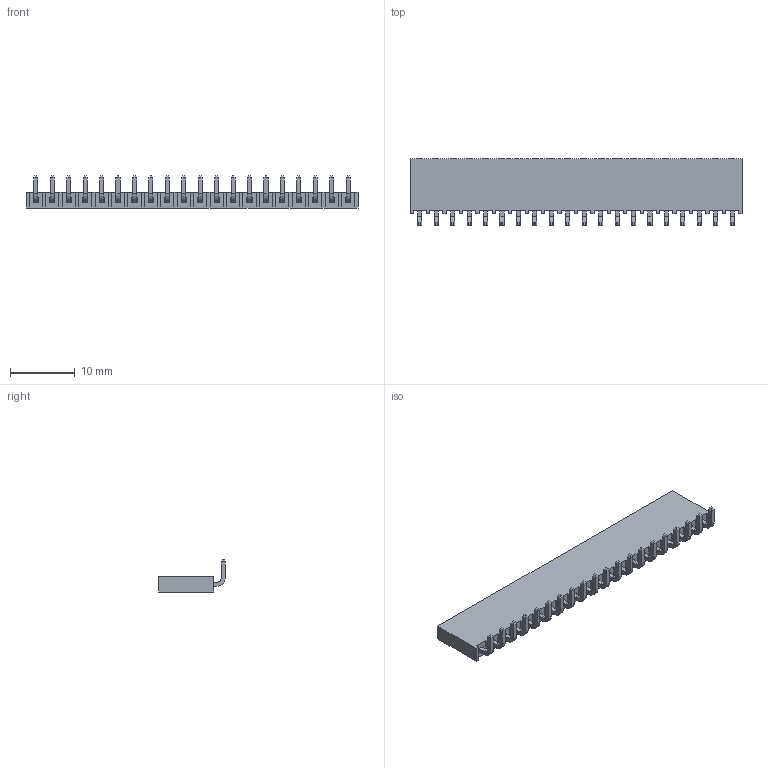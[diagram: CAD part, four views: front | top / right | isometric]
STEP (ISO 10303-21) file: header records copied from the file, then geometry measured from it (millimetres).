
FILE_DESCRIPTION(/* description */ ('STEP AP214'),/* implementation_level */ '2;1');
FILE_NAME(/* name */ 'SSQ-120-02-F-S-RA',/* time_stamp */ '2024-10-14T22:54:16+02:00',/* author */ ('License CC BY-ND 4.0'),/* organization */ ('CADENAS'),/* preprocessor_version */ 'ST-DEVELOPER v19.3',/* originating_system */ 'PARTsolutions',/* authorisation */ ' ');
FILE_SCHEMA (('AUTOMOTIVE_DESIGN {1 0 10303 214 3 1 1}'));
Length unit declared in the file: inch
Products named in the file (3): SSQ-120-02-F-S-RA; T1SSQ-120-02-F-S-RA; P2SSQ-120-02-F-S-RA
Assembly tree (2 placements, depth 2):
  SSQ-120-02-F-S-RA
    T1SSQ-120-02-F-S-RA
    P2SSQ-120-02-F-S-RA
Bounding box: 51.31 x 10.35 x 4.95 mm (x, y, z)
Volume: 956.1 mm3; surface area: 2057.2 mm2
Topology: 2 solids, 2 shells, 432 faces, 1224 edges, 816 vertices
Faces by surface type: plane 392, cylinder 40
Entity records: 13946 total; most frequent: CARTESIAN_POINT 2475, ORIENTED_EDGE 2448, DIRECTION 2174, EDGE_CURVE 1224, LINE 1144, VECTOR 1144, VERTEX_POINT 816, AXIS2_PLACEMENT_3D 515
